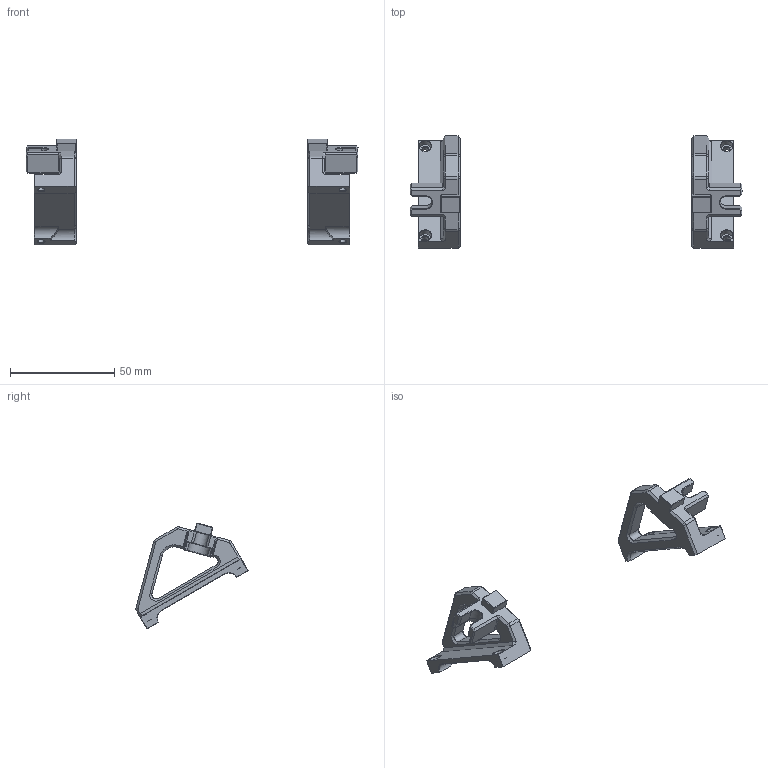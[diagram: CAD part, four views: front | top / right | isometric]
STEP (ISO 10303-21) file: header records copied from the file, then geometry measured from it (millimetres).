
FILE_DESCRIPTION(/* description */ (''),/* implementation_level */ '2;1');
FILE_NAME(/* name */ 'LCD-Holders.step',/* time_stamp */ '2020-09-22T16:09:52+02:00',/* author */ (''),/* organization */ (''),/* preprocessor_version */ 'ST-DEVELOPER v18.1',/* originating_system */ 'Autodesk Translation Framework v9.3.0.1241',/* authorisation */ '');
FILE_SCHEMA (('AUTOMOTIVE_DESIGN { 1 0 10303 214 3 1 1 }'));
Length unit declared in the file: millimetre
Products named in the file (3): LCD-Holder; LCD mount Left; LCD mount Right
Assembly tree (2 placements, depth 2):
  LCD-Holder
    LCD mount Left
    LCD mount Right
Bounding box: 159 x 53.72 x 50.66 mm (x, y, z)
Volume: 21877.8 mm3; surface area: 12331.3 mm2
Topology: 2 solids, 2 shells, 334 faces, 836 edges, 508 vertices
Faces by surface type: plane 248, cone 54, cylinder 32
Full cylindrical faces by diameter (mm): 5.8 x4
Entity records: 9782 total; most frequent: CARTESIAN_POINT 1707, ORIENTED_EDGE 1672, DIRECTION 1624, EDGE_CURVE 836, LINE 702, VECTOR 702, VERTEX_POINT 508, AXIS2_PLACEMENT_3D 461
